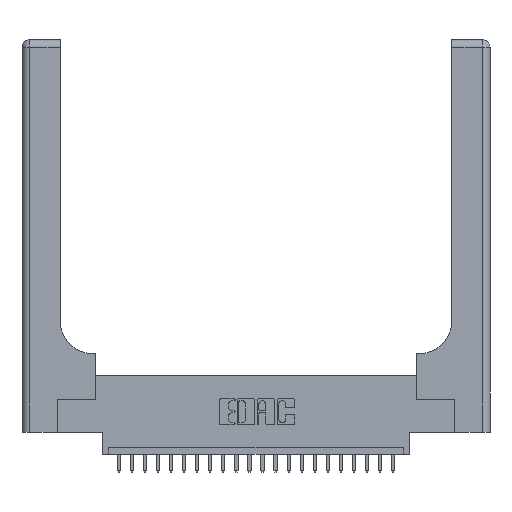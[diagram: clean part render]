
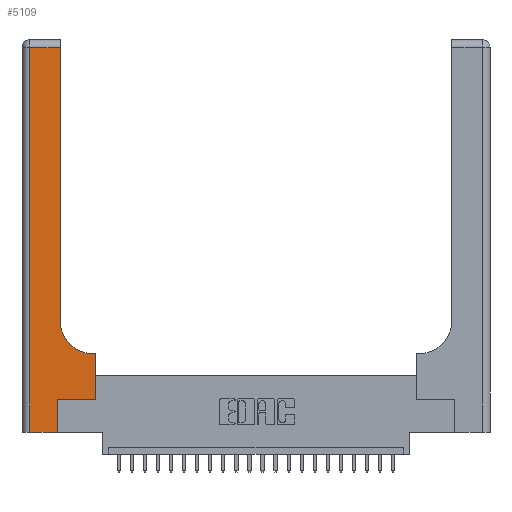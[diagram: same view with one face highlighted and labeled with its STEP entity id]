
A CAD part, top view. The second image highlights one B-rep face of the part: STEP entity #5109.
In plain terms, the highlighted planar face has unit normal (0, 0, 1).
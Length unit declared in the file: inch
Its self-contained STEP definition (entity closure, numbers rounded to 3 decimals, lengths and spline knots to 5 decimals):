
#330 = LINE ( 'NONE', #2019, #10470 ) ;
#666 = ORIENTED_EDGE ( 'NONE', *, *, #5220, .T. ) ;
#1332 = EDGE_CURVE ( 'NONE', #1866, #2586, #12499, .T. ) ;
#1848 = ORIENTED_EDGE ( 'NONE', *, *, #14234, .T. ) ;
#1866 = VERTEX_POINT ( 'NONE', #4203 ) ;
#2019 = CARTESIAN_POINT ( 'NONE',  ( 0.269, 0.25, 0.37 ) ) ;
#2224 = FACE_OUTER_BOUND ( 'NONE', #12674, .T. ) ;
#2522 = CARTESIAN_POINT ( 'NONE',  ( 0., 2.94, 0.37 ) ) ;
#2586 = VERTEX_POINT ( 'NONE', #16184 ) ;
#2592 = VECTOR ( 'NONE', #8925, 39.37008 ) ;
#2752 = EDGE_CURVE ( 'NONE', #9876, #1866, #6804, .T. ) ;
#2949 = CARTESIAN_POINT ( 'NONE',  ( 0.06, 0., 0.37 ) ) ;
#3177 = CARTESIAN_POINT ( 'NONE',  ( 0.2915, 3., 0.37 ) ) ;
#3360 = LINE ( 'NONE', #18743, #19723 ) ;
#3531 = LINE ( 'NONE', #23852, #22546 ) ;
#4017 = DIRECTION ( 'NONE',  ( 1., 0., 0. ) ) ;
#4203 = CARTESIAN_POINT ( 'NONE',  ( 0.269, 0., 0.37 ) ) ;
#5109 = ADVANCED_FACE ( 'NONE', ( #2224 ), #7500, .F. ) ;
#5111 = DIRECTION ( 'NONE',  ( 0., 1., 0. ) ) ;
#5220 = EDGE_CURVE ( 'NONE', #16151, #19172, #3360, .T. ) ;
#5634 = ORIENTED_EDGE ( 'NONE', *, *, #14374, .T. ) ;
#5708 = CARTESIAN_POINT ( 'NONE',  ( 0.5415, 0.85, 0.37 ) ) ;
#6308 = CARTESIAN_POINT ( 'NONE',  ( 0.06, 2.94, 0.37 ) ) ;
#6314 = CARTESIAN_POINT ( 'NONE',  ( 0.269, 0., 0.37 ) ) ;
#6804 = LINE ( 'NONE', #20332, #2592 ) ;
#7306 = VECTOR ( 'NONE', #5111, 39.37008 ) ;
#7500 = PLANE ( 'NONE',  #7883 ) ;
#7589 = DIRECTION ( 'NONE',  ( 0., 0., -1. ) ) ;
#7779 = LINE ( 'NONE', #19727, #22537 ) ;
#7883 = AXIS2_PLACEMENT_3D ( 'NONE', #18905, #7589, #11296 ) ;
#8251 = CARTESIAN_POINT ( 'NONE',  ( 0.5585, 0.6, 0.37 ) ) ;
#8925 = DIRECTION ( 'NONE',  ( 1., 0., 0. ) ) ;
#9809 = DIRECTION ( 'NONE',  ( 0., 1., 0. ) ) ;
#9862 = AXIS2_PLACEMENT_3D ( 'NONE', #5708, #20943, #22934 ) ;
#9876 = VERTEX_POINT ( 'NONE', #2949 ) ;
#9923 = ORIENTED_EDGE ( 'NONE', *, *, #2752, .T. ) ;
#10470 = VECTOR ( 'NONE', #4017, 39.37008 ) ;
#11272 = CARTESIAN_POINT ( 'NONE',  ( 0.5585, 0.25, 0.37 ) ) ;
#11296 = DIRECTION ( 'NONE',  ( -1., 0., 0. ) ) ;
#11908 = EDGE_CURVE ( 'NONE', #12919, #20419, #22113, .T. ) ;
#11968 = LINE ( 'NONE', #2522, #17582 ) ;
#12400 = EDGE_CURVE ( 'NONE', #20419, #17370, #17398, .T. ) ;
#12499 = LINE ( 'NONE', #6314, #18717 ) ;
#12674 = EDGE_LOOP ( 'NONE', ( #22772, #5634, #12775, #9923, #17363, #1848, #666, #17579, #14637 ) ) ;
#12775 = ORIENTED_EDGE ( 'NONE', *, *, #23877, .T. ) ;
#12919 = VERTEX_POINT ( 'NONE', #24044 ) ;
#13986 = DIRECTION ( 'NONE',  ( -1., 0., 0. ) ) ;
#14001 = DIRECTION ( 'NONE',  ( 0., 1., 0. ) ) ;
#14234 = EDGE_CURVE ( 'NONE', #2586, #16151, #330, .T. ) ;
#14374 = EDGE_CURVE ( 'NONE', #17370, #18205, #11968, .T. ) ;
#14637 = ORIENTED_EDGE ( 'NONE', *, *, #11908, .T. ) ;
#16097 = EDGE_CURVE ( 'NONE', #19172, #12919, #3531, .T. ) ;
#16151 = VERTEX_POINT ( 'NONE', #11272 ) ;
#16184 = CARTESIAN_POINT ( 'NONE',  ( 0.269, 0.25, 0.37 ) ) ;
#17363 = ORIENTED_EDGE ( 'NONE', *, *, #1332, .T. ) ;
#17370 = VERTEX_POINT ( 'NONE', #22213 ) ;
#17398 = LINE ( 'NONE', #3177, #7306 ) ;
#17579 = ORIENTED_EDGE ( 'NONE', *, *, #16097, .T. ) ;
#17582 = VECTOR ( 'NONE', #13986, 39.37008 ) ;
#17913 = DIRECTION ( 'NONE',  ( 0., -1., 0. ) ) ;
#18205 = VERTEX_POINT ( 'NONE', #6308 ) ;
#18233 = DIRECTION ( 'NONE',  ( -1., 0., 0. ) ) ;
#18717 = VECTOR ( 'NONE', #14001, 39.37008 ) ;
#18743 = CARTESIAN_POINT ( 'NONE',  ( 0.5585, 0.25, 0.37 ) ) ;
#18905 = CARTESIAN_POINT ( 'NONE',  ( 0., 3., 0.37 ) ) ;
#19172 = VERTEX_POINT ( 'NONE', #8251 ) ;
#19723 = VECTOR ( 'NONE', #9809, 39.37008 ) ;
#19727 = CARTESIAN_POINT ( 'NONE',  ( 0.06, 3., 0.37 ) ) ;
#20332 = CARTESIAN_POINT ( 'NONE',  ( 0., 0., 0.37 ) ) ;
#20419 = VERTEX_POINT ( 'NONE', #21338 ) ;
#20943 = DIRECTION ( 'NONE',  ( 0., 0., -1. ) ) ;
#21338 = CARTESIAN_POINT ( 'NONE',  ( 0.2915, 0.85, 0.37 ) ) ;
#22113 = CIRCLE ( 'NONE', #9862, 0.25 ) ;
#22213 = CARTESIAN_POINT ( 'NONE',  ( 0.2915, 2.94, 0.37 ) ) ;
#22537 = VECTOR ( 'NONE', #17913, 39.37008 ) ;
#22546 = VECTOR ( 'NONE', #18233, 39.37008 ) ;
#22772 = ORIENTED_EDGE ( 'NONE', *, *, #12400, .T. ) ;
#22934 = DIRECTION ( 'NONE',  ( 1., 0., 0. ) ) ;
#23852 = CARTESIAN_POINT ( 'NONE',  ( 0.2915, 0.6, 0.37 ) ) ;
#23877 = EDGE_CURVE ( 'NONE', #18205, #9876, #7779, .T. ) ;
#24044 = CARTESIAN_POINT ( 'NONE',  ( 0.5415, 0.6, 0.37 ) ) ;
